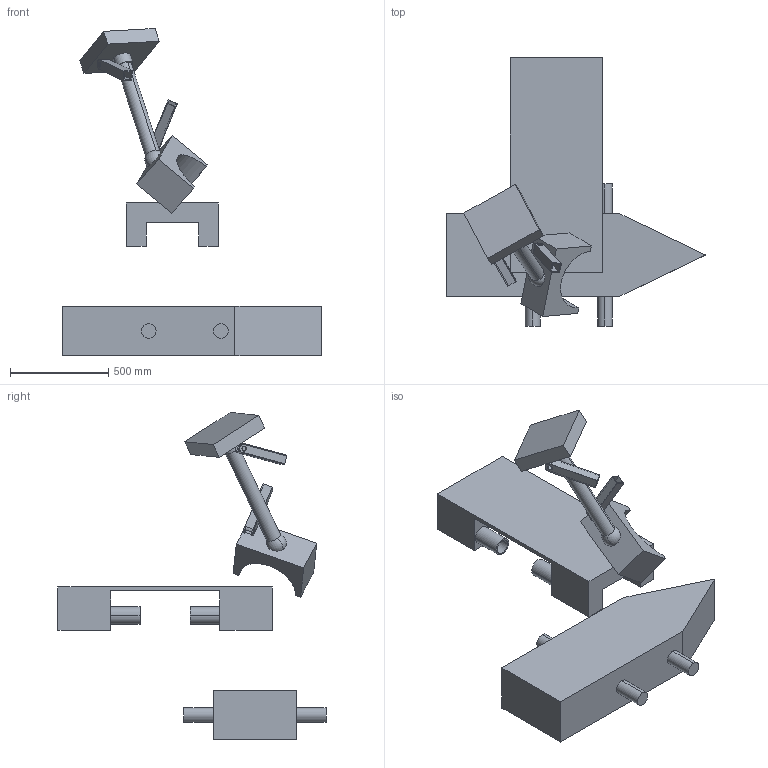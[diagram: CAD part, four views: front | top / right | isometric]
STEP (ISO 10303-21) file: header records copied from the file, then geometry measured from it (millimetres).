
FILE_DESCRIPTION (( 'STEP AP214' ), '1' );
FILE_NAME ('Assem3.STEP', '2021-06-25T17:30:58', ( '' ), ( '' ), 'SwSTEP 2.0', 'SolidWorks 2018', '' );
FILE_SCHEMA (( 'AUTOMOTIVE_DESIGN' ));
Length unit declared in the file: inch
Products named in the file (8): Assem3; practise pin hole; Upper plate; Stand Base; Stand Assembly; Stand Rod; inner support; Practise assem
Assembly tree (8 placements, depth 3):
  Assem3
    Practise assem
    practise pin hole
    Stand Assembly
      Stand Base
      Stand Rod
      Upper plate
      inner support  x2
Bounding box: 1317.49 x 1362.58 x 1662.72 mm (x, y, z)
Volume: 181534294 mm3; surface area: 4843723.5 mm2
Topology: 7 solids, 7 shells, 117 faces, 282 edges, 188 vertices
Faces by surface type: plane 71, cylinder 43, sphere 3
Entity records: 3255 total; most frequent: DIRECTION 543, CARTESIAN_POINT 500, ORIENTED_EDGE 462, EDGE_CURVE 231, AXIS2_PLACEMENT_3D 198, VERTEX_POINT 155, LINE 147, VECTOR 147
